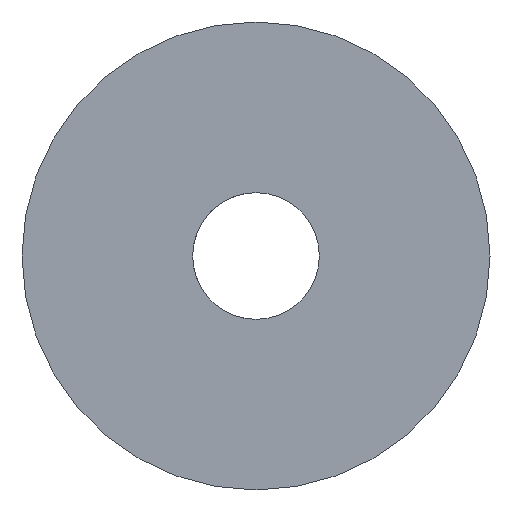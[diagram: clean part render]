
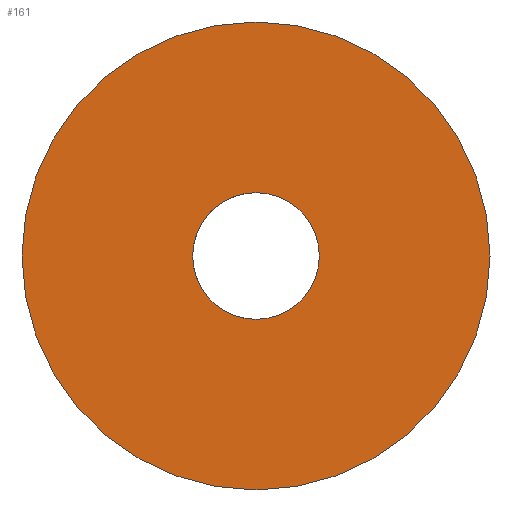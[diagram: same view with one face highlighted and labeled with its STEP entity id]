
A CAD part, left-side view. The second image highlights one B-rep face of the part: STEP entity #161.
In plain terms, the highlighted planar face has unit normal (-1, 0, 0).
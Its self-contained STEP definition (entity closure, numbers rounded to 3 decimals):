
#54=AXIS2_PLACEMENT_3D('Circle Axis2P3D',#52,#53,$) ;
#124=AXIS2_PLACEMENT_3D('Circle Axis2P3D',#122,#123,$) ;
#137=AXIS2_PLACEMENT_3D('Plane Axis2P3D',#134,#135,#136) ;
#141=AXIS2_PLACEMENT_3D('Circle Axis2P3D',#139,#140,$) ;
#150=AXIS2_PLACEMENT_3D('Circle Axis2P3D',#148,#149,$) ;
#49=CARTESIAN_POINT('Vertex',(0.,0.,-5.156)) ;
#52=CARTESIAN_POINT('Axis2P3D Location',(0.,0.,0.)) ;
#56=CARTESIAN_POINT('Vertex',(0.,0.,5.156)) ;
#122=CARTESIAN_POINT('Axis2P3D Location',(0.,0.,0.)) ;
#134=CARTESIAN_POINT('Axis2P3D Location',(0.,0.,0.)) ;
#139=CARTESIAN_POINT('Axis2P3D Location',(0.,0.,0.)) ;
#143=CARTESIAN_POINT('Vertex',(0.,0.,19.05)) ;
#145=CARTESIAN_POINT('Vertex',(0.,0.,-19.05)) ;
#148=CARTESIAN_POINT('Axis2P3D Location',(0.,0.,0.)) ;
#53=DIRECTION('Axis2P3D Direction',(-1.,0.,0.)) ;
#123=DIRECTION('Axis2P3D Direction',(-1.,0.,0.)) ;
#135=DIRECTION('Axis2P3D Direction',(1.,-0.,0.)) ;
#136=DIRECTION('Axis2P3D XDirection',(0.,0.,-1.)) ;
#140=DIRECTION('Axis2P3D Direction',(1.,-0.,0.)) ;
#149=DIRECTION('Axis2P3D Direction',(1.,-0.,0.)) ;
#154=ORIENTED_EDGE('',*,*,#147,.F.) ;
#155=ORIENTED_EDGE('',*,*,#152,.F.) ;
#158=ORIENTED_EDGE('',*,*,#58,.T.) ;
#159=ORIENTED_EDGE('',*,*,#126,.T.) ;
#160=FACE_BOUND('',#157,.T.) ;
#161=ADVANCED_FACE('Boss-Extrude1',(#156,#160),#138,.F.) ;
#55=CIRCLE('generated circle',#54,5.156) ;
#125=CIRCLE('generated circle',#124,5.156) ;
#142=CIRCLE('generated circle',#141,19.05) ;
#151=CIRCLE('generated circle',#150,19.05) ;
#58=EDGE_CURVE('',#57,#50,#55,.F.) ;
#126=EDGE_CURVE('',#50,#57,#125,.F.) ;
#147=EDGE_CURVE('',#144,#146,#142,.T.) ;
#152=EDGE_CURVE('',#146,#144,#151,.T.) ;
#153=EDGE_LOOP('',(#154,#155)) ;
#157=EDGE_LOOP('',(#158,#159)) ;
#156=FACE_OUTER_BOUND('',#153,.T.) ;
#138=PLANE('',#137) ;
#50=VERTEX_POINT('',#49) ;
#57=VERTEX_POINT('',#56) ;
#144=VERTEX_POINT('',#143) ;
#146=VERTEX_POINT('',#145) ;
